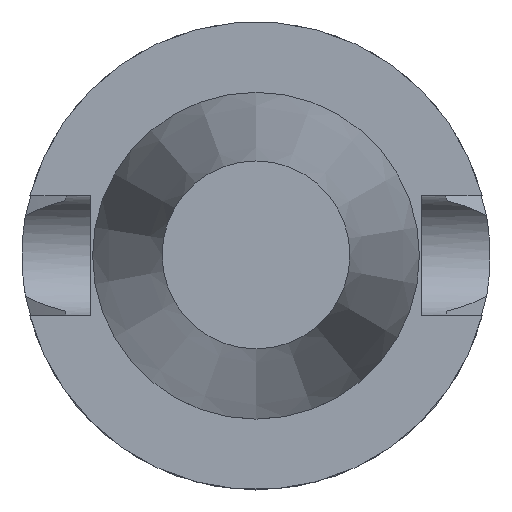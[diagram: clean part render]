
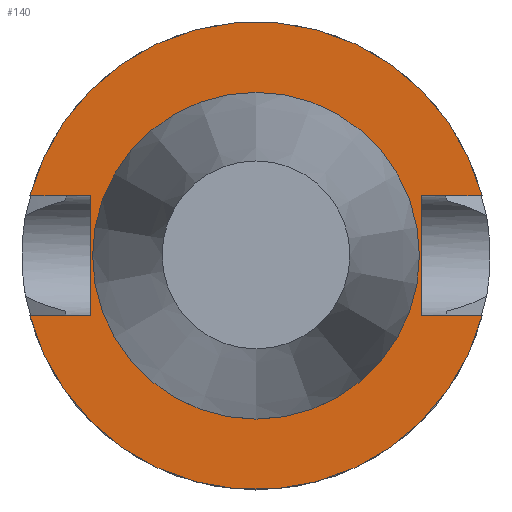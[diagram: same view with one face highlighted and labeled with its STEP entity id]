
A CAD part, top view. The second image highlights one B-rep face of the part: STEP entity #140.
In plain terms, the highlighted planar face has unit normal (0, 0, 1).
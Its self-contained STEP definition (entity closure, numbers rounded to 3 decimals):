
#140=ADVANCED_FACE('240[2]',(#391,#392),#393,.T.);
#169=EDGE_CURVE('240[2]',#438,#439,#440,.T.);
#201=EDGE_CURVE('240[2]',#488,#454,#489,.T.);
#209=EDGE_CURVE('240[2]',#498,#499,#500,.T.);
#222=EDGE_CURVE('240[2]',#499,#488,#518,.T.);
#251=EDGE_CURVE('240[2]',#439,#534,#557,.T.);
#255=EDGE_CURVE('240[2]',#562,#562,#563,.T.);
#290=EDGE_CURVE('240[2]',#534,#498,#609,.T.);
#317=EDGE_CURVE('240[2]',#559,#438,#642,.T.);
#319=EDGE_CURVE('240[2]',#454,#559,#644,.T.);
#391=FACE_OUTER_BOUND('',#724,.T.);
#392=FACE_BOUND('',#725,.T.);
#393=PLANE('',#726);
#438=VERTEX_POINT('',#809);
#439=VERTEX_POINT('',#810);
#440=LINE('',#811,#812);
#454=VERTEX_POINT('',#830);
#488=VERTEX_POINT('',#876);
#489=LINE('',#877,#878);
#498=VERTEX_POINT('',#901);
#499=VERTEX_POINT('',#902);
#500=LINE('',#903,#904);
#518=LINE('',#930,#931);
#534=VERTEX_POINT('',#973);
#557=LINE('',#1004,#1005);
#559=VERTEX_POINT('',#1008);
#562=VERTEX_POINT('',#1013);
#563=CIRCLE('',#1014,34.925);
#609=CIRCLE('',#1255,50.);
#642=LINE('',#1331,#1332);
#644=CIRCLE('',#1335,50.);
#724=EDGE_LOOP('',(#1444,#1445,#1446,#1447,#1448,#1449,#1450,#1451));
#725=EDGE_LOOP('',(#1452));
#726=AXIS2_PLACEMENT_3D('',#1453,#1454,#1455);
#809=CARTESIAN_POINT('',(-35.4,12.85,-1.5));
#810=CARTESIAN_POINT('',(-35.4,-12.85,-1.5));
#811=CARTESIAN_POINT('',(-35.4,14.806,-1.5));
#812=VECTOR('',#1492,1.0);
#830=CARTESIAN_POINT('',(48.321,12.85,-1.5));
#876=CARTESIAN_POINT('',(35.4,12.85,-1.5));
#877=CARTESIAN_POINT('',(17.7,12.85,-1.5));
#878=VECTOR('',#1550,1.0);
#901=CARTESIAN_POINT('',(48.321,-12.85,-1.5));
#902=CARTESIAN_POINT('',(35.4,-12.85,-1.5));
#903=CARTESIAN_POINT('',(17.7,-12.85,-1.5));
#904=VECTOR('',#1555,1.0);
#930=CARTESIAN_POINT('',(35.4,21.231,-1.5));
#931=VECTOR('',#1574,1.0);
#973=CARTESIAN_POINT('',(-48.321,-12.85,-1.5));
#1004=CARTESIAN_POINT('',(-17.7,-12.85,-1.5));
#1005=VECTOR('',#1621,1.0);
#1008=CARTESIAN_POINT('',(-48.321,12.85,-1.5));
#1013=CARTESIAN_POINT('',(0.,34.925,-1.5));
#1014=AXIS2_PLACEMENT_3D('',#1623,#1624,#1625);
#1255=AXIS2_PLACEMENT_3D('',#1674,#1675,#1676);
#1331=CARTESIAN_POINT('',(-17.7,12.85,-1.5));
#1332=VECTOR('',#1716,1.0);
#1335=AXIS2_PLACEMENT_3D('',#1717,#1718,#1719);
#1444=ORIENTED_EDGE('',*,*,#251,.T.);
#1445=ORIENTED_EDGE('',*,*,#290,.T.);
#1446=ORIENTED_EDGE('',*,*,#209,.T.);
#1447=ORIENTED_EDGE('',*,*,#222,.T.);
#1448=ORIENTED_EDGE('',*,*,#201,.T.);
#1449=ORIENTED_EDGE('',*,*,#319,.T.);
#1450=ORIENTED_EDGE('',*,*,#317,.T.);
#1451=ORIENTED_EDGE('',*,*,#169,.T.);
#1452=ORIENTED_EDGE('',*,*,#255,.F.);
#1453=CARTESIAN_POINT('',(0.,42.463,-1.5));
#1454=DIRECTION('',(0.,0.,1.0));
#1455=DIRECTION('',(1.0,0.,0.0));
#1492=DIRECTION('',(0.0,-1.0,0.));
#1550=DIRECTION('',(1.0,-0.0,0.));
#1555=DIRECTION('',(-1.0,-0.0,0.));
#1574=DIRECTION('',(0.0,1.0,0.));
#1621=DIRECTION('',(-1.0,-0.0,0.));
#1623=CARTESIAN_POINT('',(0.,0.,-1.5));
#1624=DIRECTION('',(0.,0.,1.0));
#1625=DIRECTION('',(0.,1.0,0.));
#1674=CARTESIAN_POINT('',(0.,0.,-1.5));
#1675=DIRECTION('',(0.,0.,1.0));
#1676=DIRECTION('',(0.,1.0,0.));
#1716=DIRECTION('',(1.0,0.0,0.));
#1717=CARTESIAN_POINT('',(0.,0.,-1.5));
#1718=DIRECTION('',(0.,0.,1.0));
#1719=DIRECTION('',(0.,1.0,0.));
